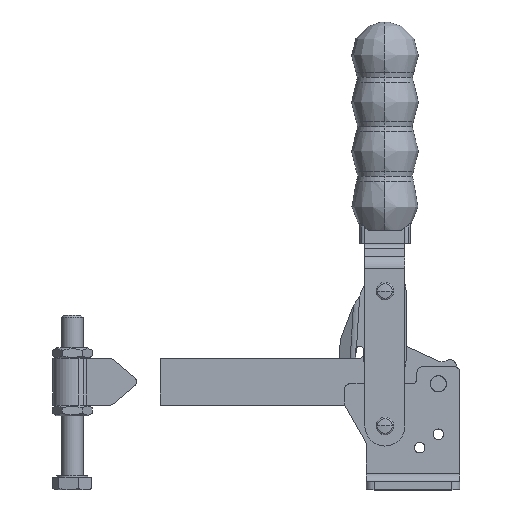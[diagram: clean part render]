
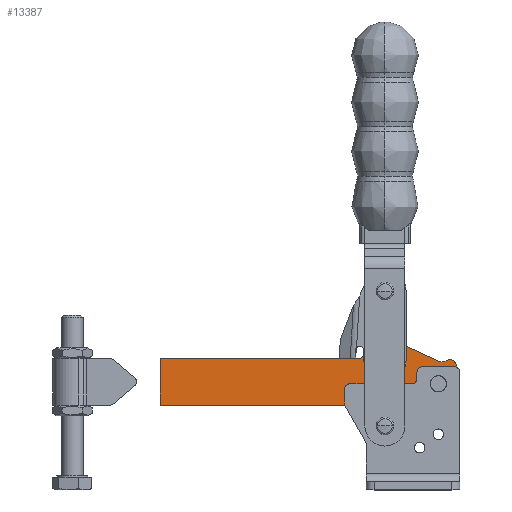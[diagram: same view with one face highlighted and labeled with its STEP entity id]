
A CAD part, top view. The second image highlights one B-rep face of the part: STEP entity #13387.
In plain terms, the highlighted planar face has unit normal (0, 0, 1).
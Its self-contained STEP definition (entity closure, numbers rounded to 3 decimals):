
#13161=CARTESIAN_POINT('',(3.936,44.741,9.));
#13162=VERTEX_POINT('',#13161);
#13178=CARTESIAN_POINT('',(9.935,44.786,9.));
#13179=VERTEX_POINT('',#13178);
#13186=CARTESIAN_POINT('',(6.935,44.763,9.));
#13187=DIRECTION('',(0.0,0.0,1.));
#13188=DIRECTION('',(-1.,-0.007,0.0));
#13189=AXIS2_PLACEMENT_3D('',#13186,#13187,#13188);
#13190=CIRCLE('',#13189,3.);
#13191=EDGE_CURVE('',#13179,#13162,#13190,.T.);
#13203=CARTESIAN_POINT('',(24.,36.191,9.));
#13204=VERTEX_POINT('',#13203);
#13220=CARTESIAN_POINT('',(30.,36.236,9.));
#13221=VERTEX_POINT('',#13220);
#13228=CARTESIAN_POINT('',(27.,36.213,9.));
#13229=DIRECTION('',(0.0,0.0,1.));
#13230=DIRECTION('',(-1.,-0.007,0.0));
#13231=AXIS2_PLACEMENT_3D('',#13228,#13229,#13230);
#13232=CIRCLE('',#13231,3.0);
#13233=EDGE_CURVE('',#13221,#13204,#13232,.T.);
#13244=CARTESIAN_POINT('',(27.,36.213,9.));
#13245=DIRECTION('',(0.0,0.0,1.));
#13246=DIRECTION('',(-1.,-0.007,0.0));
#13247=AXIS2_PLACEMENT_3D('',#13244,#13245,#13246);
#13248=CIRCLE('',#13247,3.0);
#13249=EDGE_CURVE('',#13204,#13221,#13248,.T.);
#13268=CARTESIAN_POINT('',(6.935,44.763,9.));
#13269=DIRECTION('',(0.0,0.0,1.));
#13270=DIRECTION('',(-1.,-0.007,0.0));
#13271=AXIS2_PLACEMENT_3D('',#13268,#13269,#13270);
#13272=CIRCLE('',#13271,3.);
#13273=EDGE_CURVE('',#13162,#13179,#13272,.T.);
#13286=CARTESIAN_POINT('',(-21.537,37.274,9.));
#13287=DIRECTION('',(0.0,0.0,1.0));
#13288=DIRECTION('',(1.,0.007,0.0));
#13289=AXIS2_PLACEMENT_3D('',#13286,#13287,#13288);
#13290=PLANE('',#13289);
#13291=CARTESIAN_POINT('',(-76.937,27.435,9.));
#13292=VERTEX_POINT('',#13291);
#13293=CARTESIAN_POINT('',(-77.068,44.935,9.));
#13294=VERTEX_POINT('',#13293);
#13295=CARTESIAN_POINT('',(-76.937,27.435,9.));
#13296=DIRECTION('',(-0.007,1.,0.0));
#13297=VECTOR('',#13296,17.5);
#13298=LINE('',#13295,#13297);
#13299=EDGE_CURVE('',#13292,#13294,#13298,.T.);
#13300=ORIENTED_EDGE('',*,*,#13299,.F.);
#13301=CARTESIAN_POINT('',(29.757,28.234,9.));
#13302=VERTEX_POINT('',#13301);
#13303=CARTESIAN_POINT('',(29.757,28.234,9.));
#13304=DIRECTION('',(-1.,-0.007,0.));
#13305=VECTOR('',#13304,106.697);
#13306=LINE('',#13303,#13305);
#13307=EDGE_CURVE('',#13302,#13292,#13306,.T.);
#13308=ORIENTED_EDGE('',*,*,#13307,.F.);
#13309=CARTESIAN_POINT('',(34.626,32.27,9.));
#13310=VERTEX_POINT('',#13309);
#13311=CARTESIAN_POINT('',(29.719,33.234,9.));
#13312=DIRECTION('',(0.,0.,-1.0));
#13313=DIRECTION('',(0.007,-1.,0.));
#13314=AXIS2_PLACEMENT_3D('',#13311,#13312,#13313);
#13315=CIRCLE('',#13314,5.0);
#13316=EDGE_CURVE('',#13310,#13302,#13315,.T.);
#13317=ORIENTED_EDGE('',*,*,#13316,.F.);
#13318=CARTESIAN_POINT('',(33.495,43.737,9.));
#13319=VERTEX_POINT('',#13318);
#13320=CARTESIAN_POINT('',(15.,36.124,9.));
#13321=DIRECTION('',(0.,0.,-1.0));
#13322=DIRECTION('',(0.981,-0.193,0.));
#13323=AXIS2_PLACEMENT_3D('',#13320,#13321,#13322);
#13324=CIRCLE('',#13323,20.0);
#13325=EDGE_CURVE('',#13319,#13310,#13324,.T.);
#13326=ORIENTED_EDGE('',*,*,#13325,.F.);
#13327=CARTESIAN_POINT('',(29.829,44.887,9.));
#13328=VERTEX_POINT('',#13327);
#13329=CARTESIAN_POINT('',(31.183,42.785,9.));
#13330=DIRECTION('',(0.,0.,-1.0));
#13331=DIRECTION('',(0.925,0.381,0.));
#13332=AXIS2_PLACEMENT_3D('',#13329,#13330,#13331);
#13333=CIRCLE('',#13332,2.5);
#13334=EDGE_CURVE('',#13328,#13319,#13333,.T.);
#13335=ORIENTED_EDGE('',*,*,#13334,.F.);
#13336=CARTESIAN_POINT('',(26.957,44.68,9.));
#13337=VERTEX_POINT('',#13336);
#13338=CARTESIAN_POINT('',(28.205,47.409,9.));
#13339=DIRECTION('',(0.,0.,1.));
#13340=DIRECTION('',(0.416,0.909,0.));
#13341=AXIS2_PLACEMENT_3D('',#13338,#13339,#13340);
#13342=CIRCLE('',#13341,3.0);
#13343=EDGE_CURVE('',#13337,#13328,#13342,.T.);
#13344=ORIENTED_EDGE('',*,*,#13343,.F.);
#13345=CARTESIAN_POINT('',(10.366,52.266,9.));
#13346=VERTEX_POINT('',#13345);
#13347=CARTESIAN_POINT('',(10.366,52.266,9.));
#13348=DIRECTION('',(0.909,-0.416,0.));
#13349=VECTOR('',#13348,18.243);
#13350=LINE('',#13347,#13349);
#13351=EDGE_CURVE('',#13346,#13337,#13350,.T.);
#13352=ORIENTED_EDGE('',*,*,#13351,.F.);
#13353=CARTESIAN_POINT('',(-1.017,46.958,9.0));
#13354=VERTEX_POINT('',#13353);
#13355=CARTESIAN_POINT('',(6.935,44.763,9.));
#13356=DIRECTION('',(0.,0.,-1.0));
#13357=DIRECTION('',(0.416,0.909,0.));
#13358=AXIS2_PLACEMENT_3D('',#13355,#13356,#13357);
#13359=CIRCLE('',#13358,8.25);
#13360=EDGE_CURVE('',#13354,#13346,#13359,.T.);
#13361=ORIENTED_EDGE('',*,*,#13360,.F.);
#13362=CARTESIAN_POINT('',(-2.93,45.49,9.0));
#13363=VERTEX_POINT('',#13362);
#13364=CARTESIAN_POINT('',(-2.945,47.49,9.0));
#13365=DIRECTION('',(0.,0.,1.0));
#13366=DIRECTION('',(-0.007,1.,0.));
#13367=AXIS2_PLACEMENT_3D('',#13364,#13365,#13366);
#13368=CIRCLE('',#13367,2.0);
#13369=EDGE_CURVE('',#13363,#13354,#13368,.T.);
#13370=ORIENTED_EDGE('',*,*,#13369,.F.);
#13371=CARTESIAN_POINT('',(-77.068,44.935,9.));
#13372=DIRECTION('',(1.,0.007,0.));
#13373=VECTOR('',#13372,74.14);
#13374=LINE('',#13371,#13373);
#13375=EDGE_CURVE('',#13294,#13363,#13374,.T.);
#13376=ORIENTED_EDGE('',*,*,#13375,.F.);
#13377=EDGE_LOOP('',(#13300,#13308,#13317,#13326,#13335,#13344,#13352,#13361,#13370,#13376));
#13378=FACE_OUTER_BOUND('',#13377,.T.);
#13379=ORIENTED_EDGE('',*,*,#13233,.F.);
#13380=ORIENTED_EDGE('',*,*,#13249,.F.);
#13381=EDGE_LOOP('',(#13379,#13380));
#13382=FACE_BOUND('',#13381,.T.);
#13383=ORIENTED_EDGE('',*,*,#13191,.F.);
#13384=ORIENTED_EDGE('',*,*,#13273,.F.);
#13385=EDGE_LOOP('',(#13383,#13384));
#13386=FACE_BOUND('',#13385,.T.);
#13387=ADVANCED_FACE('',(#13378,#13382,#13386),#13290,.T.);
